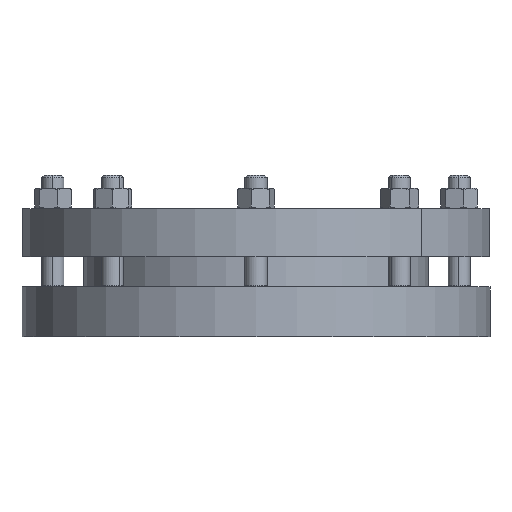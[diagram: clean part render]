
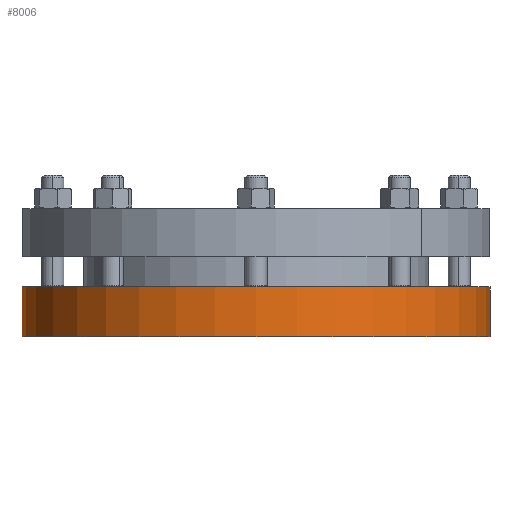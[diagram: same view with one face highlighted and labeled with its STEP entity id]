
A CAD part, front view. The second image highlights one B-rep face of the part: STEP entity #8006.
In plain terms, the highlighted cylindrical face has radius 170 mm (diameter 340 mm), a partial arc.
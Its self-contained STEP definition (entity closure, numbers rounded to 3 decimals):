
#38 = AXIS2_PLACEMENT_3D ( 'NONE', #9336, #13601, #4254 ) ;
#363 = AXIS2_PLACEMENT_3D ( 'NONE', #14631, #1453, #15892 ) ;
#1104 = DIRECTION ( 'NONE',  ( 0., 0., -1. ) ) ;
#1453 = DIRECTION ( 'NONE',  ( 0., 0., -1. ) ) ;
#1719 = CYLINDRICAL_SURFACE ( 'NONE', #9414, 170. ) ;
#2676 = EDGE_CURVE ( 'NONE', #14405, #8547, #7706, .T. ) ;
#3310 = CARTESIAN_POINT ( 'NONE',  ( 170., 0., 0. ) ) ;
#3628 = FACE_OUTER_BOUND ( 'NONE', #6533, .T. ) ;
#3879 = CARTESIAN_POINT ( 'NONE',  ( -170., 0., 36. ) ) ;
#4254 = DIRECTION ( 'NONE',  ( -1., 0., 0. ) ) ;
#5057 = CARTESIAN_POINT ( 'NONE',  ( 0., 0., 0. ) ) ;
#5192 = CIRCLE ( 'NONE', #38, 170. ) ;
#6533 = EDGE_LOOP ( 'NONE', ( #8207, #8411, #15620, #9711 ) ) ;
#6534 = EDGE_CURVE ( 'NONE', #6800, #8547, #11703, .T. ) ;
#6800 = VERTEX_POINT ( 'NONE', #3879 ) ;
#7706 = CIRCLE ( 'NONE', #363, 170. ) ;
#8006 = ADVANCED_FACE ( 'NONE', ( #3628 ), #1719, .T. ) ;
#8207 = ORIENTED_EDGE ( 'NONE', *, *, #14139, .F. ) ;
#8411 = ORIENTED_EDGE ( 'NONE', *, *, #12109, .T. ) ;
#8547 = VERTEX_POINT ( 'NONE', #12638 ) ;
#8713 = CARTESIAN_POINT ( 'NONE',  ( 170., 0., 36. ) ) ;
#9003 = VERTEX_POINT ( 'NONE', #8713 ) ;
#9336 = CARTESIAN_POINT ( 'NONE',  ( 0., 0., 36. ) ) ;
#9414 = AXIS2_PLACEMENT_3D ( 'NONE', #5057, #13179, #11496 ) ;
#9711 = ORIENTED_EDGE ( 'NONE', *, *, #2676, .F. ) ;
#9783 = CARTESIAN_POINT ( 'NONE',  ( 170., 0., 0. ) ) ;
#9866 = LINE ( 'NONE', #9783, #14922 ) ;
#11496 = DIRECTION ( 'NONE',  ( -1., 0., 0. ) ) ;
#11703 = LINE ( 'NONE', #13077, #12431 ) ;
#12109 = EDGE_CURVE ( 'NONE', #9003, #6800, #5192, .T. ) ;
#12431 = VECTOR ( 'NONE', #15554, 1000. ) ;
#12638 = CARTESIAN_POINT ( 'NONE',  ( -170., 0., 0. ) ) ;
#13077 = CARTESIAN_POINT ( 'NONE',  ( -170., 0., 0. ) ) ;
#13179 = DIRECTION ( 'NONE',  ( 0., 0., -1. ) ) ;
#13601 = DIRECTION ( 'NONE',  ( 0., 0., -1. ) ) ;
#14139 = EDGE_CURVE ( 'NONE', #9003, #14405, #9866, .T. ) ;
#14405 = VERTEX_POINT ( 'NONE', #3310 ) ;
#14631 = CARTESIAN_POINT ( 'NONE',  ( 0., 0., 0. ) ) ;
#14922 = VECTOR ( 'NONE', #1104, 1000. ) ;
#15554 = DIRECTION ( 'NONE',  ( 0., 0., -1. ) ) ;
#15620 = ORIENTED_EDGE ( 'NONE', *, *, #6534, .T. ) ;
#15892 = DIRECTION ( 'NONE',  ( -1., 0., 0. ) ) ;
